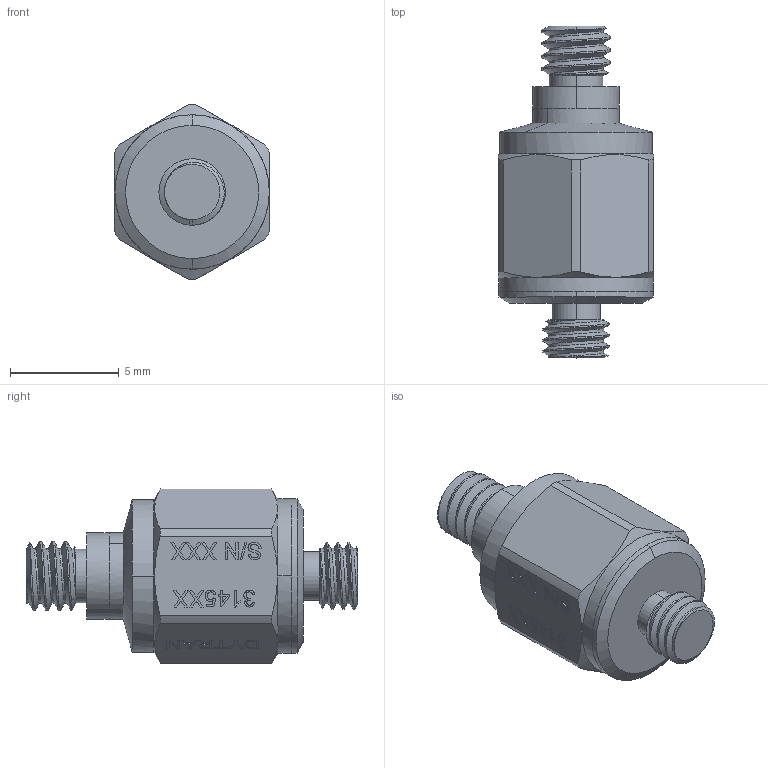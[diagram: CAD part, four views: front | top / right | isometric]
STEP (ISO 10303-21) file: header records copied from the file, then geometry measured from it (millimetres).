
FILE_DESCRIPTION (( 'STEP AP214' ), '1' );
FILE_NAME ('CAD_3145XX.STEP', '2018-01-02T19:28:40', ( 'Dytran' ), ( '' ), 'SwSTEP 2.0', 'SolidWorks 2016', '' );
FILE_SCHEMA (( 'AUTOMOTIVE_DESIGN' ));
Length unit declared in the file: inch
Products named in the file (1): CAD_3145XX
Bounding box: 7.14 x 15.24 x 8 mm (x, y, z)
Volume: 383.9 mm3; surface area: 392.2 mm2
Topology: 1 solids, 2 shells, 352 faces, 944 edges, 623 vertices
Faces by surface type: plane 198, bspline 85, cylinder 47, cone 22
Entity records: 19970 total; most frequent: CARTESIAN_POINT 7231, ORIENTED_EDGE 1884, DIRECTION 1322, EDGE_CURVE 942, LINE 630, VECTOR 630, VERTEX_POINT 623, EDGE_LOOP 383
